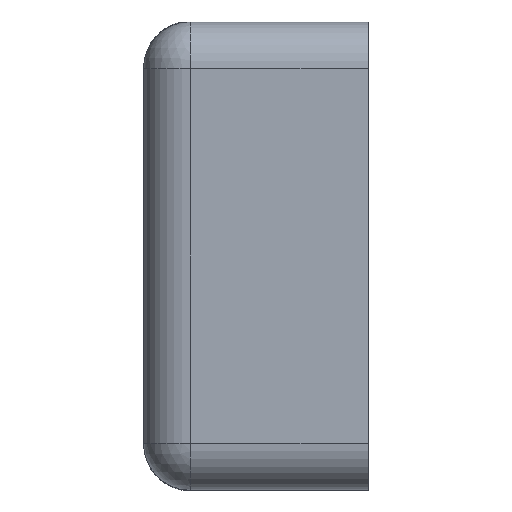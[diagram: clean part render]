
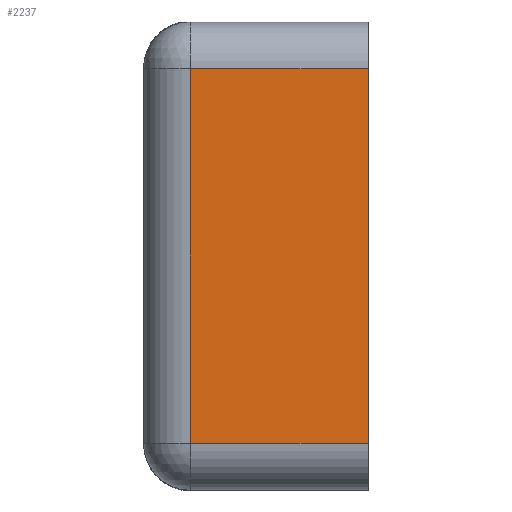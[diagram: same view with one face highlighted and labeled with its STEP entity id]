
A CAD part, left-side view. The second image highlights one B-rep face of the part: STEP entity #2237.
In plain terms, the highlighted planar face has unit normal (-1, 0, 0).
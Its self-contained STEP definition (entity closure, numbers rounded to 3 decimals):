
#351 = CYLINDRICAL_SURFACE('',#352,1.);
#352 = AXIS2_PLACEMENT_3D('',#353,#354,#355);
#353 = CARTESIAN_POINT('',(-10.,3.8,0.));
#354 = DIRECTION('',(-0.,-0.,-1.));
#355 = DIRECTION('',(1.,0.,0.));
#1325 = VERTEX_POINT('',#1326);
#1326 = CARTESIAN_POINT('',(-11.,3.8,9.));
#1353 = EDGE_CURVE('',#1354,#1325,#1356,.T.);
#1354 = VERTEX_POINT('',#1355);
#1355 = CARTESIAN_POINT('',(-11.,3.8,1.));
#1356 = SURFACE_CURVE('',#1357,(#1361,#1368),.PCURVE_S1.);
#1357 = LINE('',#1358,#1359);
#1358 = CARTESIAN_POINT('',(-11.,3.8,0.));
#1359 = VECTOR('',#1360,1.);
#1360 = DIRECTION('',(0.,0.,1.));
#1361 = PCURVE('',#351,#1362);
#1362 = DEFINITIONAL_REPRESENTATION('',(#1363),#1367);
#1363 = LINE('',#1364,#1365);
#1364 = CARTESIAN_POINT('',(-3.142,0.));
#1365 = VECTOR('',#1366,1.);
#1366 = DIRECTION('',(-0.,-1.));
#1367 = ( GEOMETRIC_REPRESENTATION_CONTEXT(2) 
PARAMETRIC_REPRESENTATION_CONTEXT() REPRESENTATION_CONTEXT('2D SPACE',''
  ) );
#1368 = PCURVE('',#1369,#1374);
#1369 = PLANE('',#1370);
#1370 = AXIS2_PLACEMENT_3D('',#1371,#1372,#1373);
#1371 = CARTESIAN_POINT('',(-11.,3.8,0.));
#1372 = DIRECTION('',(1.,0.,0.));
#1373 = DIRECTION('',(0.,-1.,0.));
#1374 = DEFINITIONAL_REPRESENTATION('',(#1375),#1379);
#1375 = LINE('',#1376,#1377);
#1376 = CARTESIAN_POINT('',(0.,0.));
#1377 = VECTOR('',#1378,1.);
#1378 = DIRECTION('',(0.,-1.));
#1379 = ( GEOMETRIC_REPRESENTATION_CONTEXT(2) 
PARAMETRIC_REPRESENTATION_CONTEXT() REPRESENTATION_CONTEXT('2D SPACE',''
  ) );
#2122 = PLANE('',#2123);
#2123 = AXIS2_PLACEMENT_3D('',#2124,#2125,#2126);
#2124 = CARTESIAN_POINT('',(-11.,0.,0.));
#2125 = DIRECTION('',(0.,1.,0.));
#2126 = DIRECTION('',(1.,0.,0.));
#2171 = CYLINDRICAL_SURFACE('',#2172,1.);
#2172 = AXIS2_PLACEMENT_3D('',#2173,#2174,#2175);
#2173 = CARTESIAN_POINT('',(-10.,3.8,1.));
#2174 = DIRECTION('',(0.,-1.,0.));
#2175 = DIRECTION('',(-0.,-0.,-1.));
#2226 = CYLINDRICAL_SURFACE('',#2227,1.);
#2227 = AXIS2_PLACEMENT_3D('',#2228,#2229,#2230);
#2228 = CARTESIAN_POINT('',(-10.,3.8,9.));
#2229 = DIRECTION('',(0.,-1.,0.));
#2230 = DIRECTION('',(0.,0.,1.));
#2237 = ADVANCED_FACE('',(#2238),#1369,.F.);
#2238 = FACE_BOUND('',#2239,.F.);
#2239 = EDGE_LOOP('',(#2240,#2241,#2264,#2287));
#2240 = ORIENTED_EDGE('',*,*,#1353,.T.);
#2241 = ORIENTED_EDGE('',*,*,#2242,.T.);
#2242 = EDGE_CURVE('',#1325,#2243,#2245,.T.);
#2243 = VERTEX_POINT('',#2244);
#2244 = CARTESIAN_POINT('',(-11.,0.,9.));
#2245 = SURFACE_CURVE('',#2246,(#2250,#2257),.PCURVE_S1.);
#2246 = LINE('',#2247,#2248);
#2247 = CARTESIAN_POINT('',(-11.,3.8,9.));
#2248 = VECTOR('',#2249,1.);
#2249 = DIRECTION('',(0.,-1.,0.));
#2250 = PCURVE('',#1369,#2251);
#2251 = DEFINITIONAL_REPRESENTATION('',(#2252),#2256);
#2252 = LINE('',#2253,#2254);
#2253 = CARTESIAN_POINT('',(0.,-9.));
#2254 = VECTOR('',#2255,1.);
#2255 = DIRECTION('',(1.,0.));
#2256 = ( GEOMETRIC_REPRESENTATION_CONTEXT(2) 
PARAMETRIC_REPRESENTATION_CONTEXT() REPRESENTATION_CONTEXT('2D SPACE',''
  ) );
#2257 = PCURVE('',#2226,#2258);
#2258 = DEFINITIONAL_REPRESENTATION('',(#2259),#2263);
#2259 = LINE('',#2260,#2261);
#2260 = CARTESIAN_POINT('',(1.571,0.));
#2261 = VECTOR('',#2262,1.);
#2262 = DIRECTION('',(0.,1.));
#2263 = ( GEOMETRIC_REPRESENTATION_CONTEXT(2) 
PARAMETRIC_REPRESENTATION_CONTEXT() REPRESENTATION_CONTEXT('2D SPACE',''
  ) );
#2264 = ORIENTED_EDGE('',*,*,#2265,.F.);
#2265 = EDGE_CURVE('',#2266,#2243,#2268,.T.);
#2266 = VERTEX_POINT('',#2267);
#2267 = CARTESIAN_POINT('',(-11.,0.,1.));
#2268 = SURFACE_CURVE('',#2269,(#2273,#2280),.PCURVE_S1.);
#2269 = LINE('',#2270,#2271);
#2270 = CARTESIAN_POINT('',(-11.,0.,0.));
#2271 = VECTOR('',#2272,1.);
#2272 = DIRECTION('',(0.,0.,1.));
#2273 = PCURVE('',#1369,#2274);
#2274 = DEFINITIONAL_REPRESENTATION('',(#2275),#2279);
#2275 = LINE('',#2276,#2277);
#2276 = CARTESIAN_POINT('',(3.8,0.));
#2277 = VECTOR('',#2278,1.);
#2278 = DIRECTION('',(0.,-1.));
#2279 = ( GEOMETRIC_REPRESENTATION_CONTEXT(2) 
PARAMETRIC_REPRESENTATION_CONTEXT() REPRESENTATION_CONTEXT('2D SPACE',''
  ) );
#2280 = PCURVE('',#2122,#2281);
#2281 = DEFINITIONAL_REPRESENTATION('',(#2282),#2286);
#2282 = LINE('',#2283,#2284);
#2283 = CARTESIAN_POINT('',(0.,0.));
#2284 = VECTOR('',#2285,1.);
#2285 = DIRECTION('',(0.,-1.));
#2286 = ( GEOMETRIC_REPRESENTATION_CONTEXT(2) 
PARAMETRIC_REPRESENTATION_CONTEXT() REPRESENTATION_CONTEXT('2D SPACE',''
  ) );
#2287 = ORIENTED_EDGE('',*,*,#2288,.F.);
#2288 = EDGE_CURVE('',#1354,#2266,#2289,.T.);
#2289 = SURFACE_CURVE('',#2290,(#2294,#2301),.PCURVE_S1.);
#2290 = LINE('',#2291,#2292);
#2291 = CARTESIAN_POINT('',(-11.,3.8,1.));
#2292 = VECTOR('',#2293,1.);
#2293 = DIRECTION('',(0.,-1.,0.));
#2294 = PCURVE('',#1369,#2295);
#2295 = DEFINITIONAL_REPRESENTATION('',(#2296),#2300);
#2296 = LINE('',#2297,#2298);
#2297 = CARTESIAN_POINT('',(0.,-1.));
#2298 = VECTOR('',#2299,1.);
#2299 = DIRECTION('',(1.,0.));
#2300 = ( GEOMETRIC_REPRESENTATION_CONTEXT(2) 
PARAMETRIC_REPRESENTATION_CONTEXT() REPRESENTATION_CONTEXT('2D SPACE',''
  ) );
#2301 = PCURVE('',#2171,#2302);
#2302 = DEFINITIONAL_REPRESENTATION('',(#2303),#2307);
#2303 = LINE('',#2304,#2305);
#2304 = CARTESIAN_POINT('',(-1.571,0.));
#2305 = VECTOR('',#2306,1.);
#2306 = DIRECTION('',(-0.,1.));
#2307 = ( GEOMETRIC_REPRESENTATION_CONTEXT(2) 
PARAMETRIC_REPRESENTATION_CONTEXT() REPRESENTATION_CONTEXT('2D SPACE',''
  ) );
